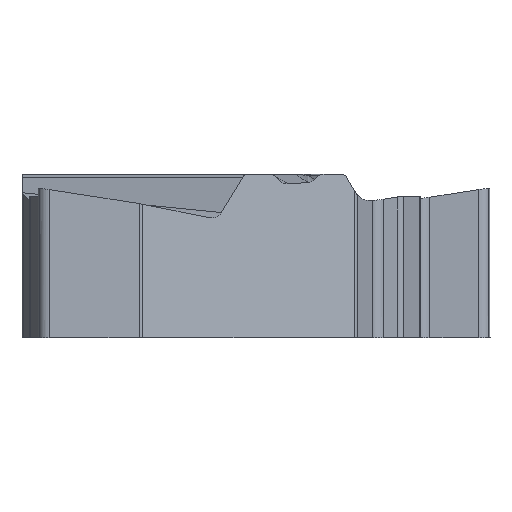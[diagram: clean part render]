
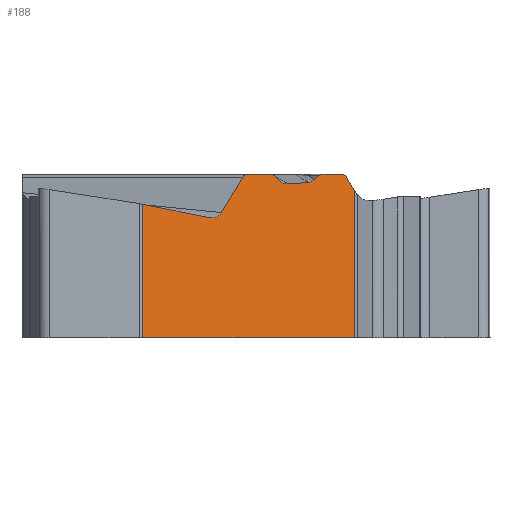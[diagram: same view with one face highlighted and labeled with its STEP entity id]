
A CAD part, front view. The second image highlights one B-rep face of the part: STEP entity #188.
In plain terms, the highlighted planar face has unit normal (0.5, -0.866, 0).
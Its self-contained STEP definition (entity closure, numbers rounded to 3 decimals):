
#131=PLANE('',#2140);
#188=ADVANCED_FACE('',(#338),#131,.F.);
#338=FACE_OUTER_BOUND('',#442,.T.);
#442=EDGE_LOOP('',(#700,#701,#702,#703,#704,#705,#706,#707,#708,#709,#710,
#711,#712,#713,#714,#715,#716,#717));
#534=ELLIPSE('',#2082,0.368,0.32);
#555=ELLIPSE('',#2136,0.17,0.15);
#556=ELLIPSE('',#2137,0.15,0.15);
#557=ELLIPSE('',#2138,0.167,0.15);
#558=ELLIPSE('',#2139,0.177,0.15);
#700=ORIENTED_EDGE('',*,*,#1464,.F.);
#701=ORIENTED_EDGE('',*,*,#1465,.T.);
#702=ORIENTED_EDGE('',*,*,#1466,.F.);
#703=ORIENTED_EDGE('',*,*,#1467,.F.);
#704=ORIENTED_EDGE('',*,*,#1468,.F.);
#705=ORIENTED_EDGE('',*,*,#1469,.F.);
#706=ORIENTED_EDGE('',*,*,#1470,.F.);
#707=ORIENTED_EDGE('',*,*,#1471,.F.);
#708=ORIENTED_EDGE('',*,*,#1472,.F.);
#709=ORIENTED_EDGE('',*,*,#1473,.F.);
#710=ORIENTED_EDGE('',*,*,#1474,.F.);
#711=ORIENTED_EDGE('',*,*,#1475,.F.);
#712=ORIENTED_EDGE('',*,*,#1476,.F.);
#713=ORIENTED_EDGE('',*,*,#1477,.F.);
#714=ORIENTED_EDGE('',*,*,#1478,.F.);
#715=ORIENTED_EDGE('',*,*,#1369,.T.);
#716=ORIENTED_EDGE('',*,*,#1479,.F.);
#717=ORIENTED_EDGE('',*,*,#1480,.T.);
#1174=VERTEX_POINT('',#3332);
#1176=VERTEX_POINT('',#3335);
#1249=VERTEX_POINT('',#3579);
#1250=VERTEX_POINT('',#3580);
#1251=VERTEX_POINT('',#3582);
#1252=VERTEX_POINT('',#3584);
#1253=VERTEX_POINT('',#3586);
#1254=VERTEX_POINT('',#3588);
#1255=VERTEX_POINT('',#3590);
#1256=VERTEX_POINT('',#3592);
#1257=VERTEX_POINT('',#3606);
#1258=VERTEX_POINT('',#3608);
#1259=VERTEX_POINT('',#3622);
#1260=VERTEX_POINT('',#3624);
#1261=VERTEX_POINT('',#3626);
#1262=VERTEX_POINT('',#3628);
#1263=VERTEX_POINT('',#3630);
#1264=VERTEX_POINT('',#3633);
#1369=EDGE_CURVE('',#1176,#1174,#534,.T.);
#1464=EDGE_CURVE('',#1249,#1250,#1719,.T.);
#1465=EDGE_CURVE('',#1249,#1251,#1720,.T.);
#1466=EDGE_CURVE('',#1252,#1251,#1721,.T.);
#1467=EDGE_CURVE('',#1253,#1252,#555,.T.);
#1468=EDGE_CURVE('',#1254,#1253,#1722,.T.);
#1469=EDGE_CURVE('',#1255,#1254,#556,.T.);
#1470=EDGE_CURVE('',#1256,#1255,#1723,.T.);
#1471=EDGE_CURVE('',#1257,#1256,#2031,.T.);
#1472=EDGE_CURVE('',#1258,#1257,#1724,.T.);
#1473=EDGE_CURVE('',#1259,#1258,#2032,.T.);
#1474=EDGE_CURVE('',#1260,#1259,#1725,.T.);
#1475=EDGE_CURVE('',#1261,#1260,#557,.T.);
#1476=EDGE_CURVE('',#1262,#1261,#1726,.T.);
#1477=EDGE_CURVE('',#1263,#1262,#558,.T.);
#1478=EDGE_CURVE('',#1176,#1263,#1727,.T.);
#1479=EDGE_CURVE('',#1264,#1174,#1728,.T.);
#1480=EDGE_CURVE('',#1264,#1250,#1729,.T.);
#1719=LINE('',#3578,#1893);
#1720=LINE('',#3581,#1894);
#1721=LINE('',#3583,#1895);
#1722=LINE('',#3587,#1896);
#1723=LINE('',#3591,#1897);
#1724=LINE('',#3607,#1898);
#1725=LINE('',#3623,#1899);
#1726=LINE('',#3627,#1900);
#1727=LINE('',#3631,#1901);
#1728=LINE('',#3632,#1902);
#1729=LINE('',#3634,#1903);
#1893=VECTOR('',#2447,1.);
#1894=VECTOR('',#2448,1.);
#1895=VECTOR('',#2449,1.);
#1896=VECTOR('',#2452,1.);
#1897=VECTOR('',#2455,1.);
#1898=VECTOR('',#2456,1.);
#1899=VECTOR('',#2457,1.);
#1900=VECTOR('',#2460,1.);
#1901=VECTOR('',#2463,1.);
#1902=VECTOR('',#2464,1.);
#1903=VECTOR('',#2465,1.);
#2031=B_SPLINE_CURVE_WITH_KNOTS('',3,(#3593,#3594,#3595,#3596,#3597,#3598,
#3599,#3600,#3601,#3602,#3603,#3604,#3605),.UNSPECIFIED.,.F.,.F.,(4,3,3,
3,4),(0.,0.249,0.498,0.746,1.),
 .UNSPECIFIED.);
#2032=B_SPLINE_CURVE_WITH_KNOTS('',3,(#3609,#3610,#3611,#3612,#3613,#3614,
#3615,#3616,#3617,#3618,#3619,#3620,#3621),.UNSPECIFIED.,.F.,.F.,(4,3,3,
3,4),(0.,0.234,0.468,0.701,1.),
 .UNSPECIFIED.);
#2082=AXIS2_PLACEMENT_3D('',#3334,#2282,#2283);
#2136=AXIS2_PLACEMENT_3D('',#3585,#2450,#2451);
#2137=AXIS2_PLACEMENT_3D('',#3589,#2453,#2454);
#2138=AXIS2_PLACEMENT_3D('',#3625,#2458,#2459);
#2139=AXIS2_PLACEMENT_3D('',#3629,#2461,#2462);
#2140=AXIS2_PLACEMENT_3D('',#3635,#2466,#2467);
#2282=DIRECTION('',(-0.5,0.866,0.));
#2283=DIRECTION('',(0.853,0.492,-0.174));
#2447=DIRECTION('',(-0.866,-0.5,0.));
#2448=DIRECTION('',(0.,0.,1.));
#2449=DIRECTION('',(0.483,0.279,-0.83));
#2450=DIRECTION('',(-0.5,0.866,0.));
#2451=DIRECTION('',(-0.866,-0.5,0.));
#2452=DIRECTION('',(0.866,0.5,0.));
#2453=DIRECTION('',(-0.5,0.866,0.));
#2454=DIRECTION('',(0.866,0.5,0.));
#2455=DIRECTION('',(0.658,0.38,0.651));
#2456=DIRECTION('',(0.865,0.5,0.043));
#2457=DIRECTION('',(0.686,0.396,-0.611));
#2458=DIRECTION('',(-0.5,0.866,0.));
#2459=DIRECTION('',(-0.866,-0.5,0.));
#2460=DIRECTION('',(0.866,0.5,0.));
#2461=DIRECTION('',(-0.5,0.866,0.));
#2462=DIRECTION('',(-0.866,-0.5,0.));
#2463=DIRECTION('',(0.497,0.287,0.819));
#2464=DIRECTION('',(0.853,0.492,-0.174));
#2465=DIRECTION('',(0.,0.,-1.));
#2466=DIRECTION('',(-0.5,0.866,0.));
#2467=DIRECTION('',(0.,0.,-1.));
#3332=CARTESIAN_POINT('',(0.221,-5.372,-0.777));
#3334=CARTESIAN_POINT('',(0.269,-5.344,-0.462));
#3335=CARTESIAN_POINT('',(0.542,-5.187,-0.639));
#3578=CARTESIAN_POINT('',(-0.367,-5.711,-3.97));
#3579=CARTESIAN_POINT('',(4.084,-3.142,-3.97));
#3580=CARTESIAN_POINT('',(-1.547,-6.392,-3.97));
#3581=CARTESIAN_POINT('',(4.084,-3.142,3.38));
#3582=CARTESIAN_POINT('',(4.084,-3.142,-0.043));
#3583=CARTESIAN_POINT('',(2.68,-3.952,2.366));
#3584=CARTESIAN_POINT('',(3.88,-3.259,0.307));
#3585=CARTESIAN_POINT('',(3.753,-3.332,0.23));
#3586=CARTESIAN_POINT('',(3.753,-3.332,0.38));
#3587=CARTESIAN_POINT('',(-0.367,-5.711,0.38));
#3588=CARTESIAN_POINT('',(3.222,-3.639,0.38));
#3589=CARTESIAN_POINT('',(3.222,-3.639,0.23));
#3590=CARTESIAN_POINT('',(3.137,-3.688,0.344));
#3591=CARTESIAN_POINT('',(0.97,-4.939,-1.801));
#3592=CARTESIAN_POINT('',(3.029,-3.75,0.237));
#3593=CARTESIAN_POINT('',(2.857,-3.85,0.158));
#3594=CARTESIAN_POINT('',(2.873,-3.841,0.159));
#3595=CARTESIAN_POINT('',(2.888,-3.832,0.162));
#3596=CARTESIAN_POINT('',(2.904,-3.823,0.165));
#3597=CARTESIAN_POINT('',(2.919,-3.814,0.169));
#3598=CARTESIAN_POINT('',(2.934,-3.805,0.174));
#3599=CARTESIAN_POINT('',(2.949,-3.797,0.181));
#3600=CARTESIAN_POINT('',(2.963,-3.789,0.188));
#3601=CARTESIAN_POINT('',(2.977,-3.78,0.196));
#3602=CARTESIAN_POINT('',(2.99,-3.773,0.205));
#3603=CARTESIAN_POINT('',(3.004,-3.765,0.214));
#3604=CARTESIAN_POINT('',(3.017,-3.757,0.225));
#3605=CARTESIAN_POINT('',(3.029,-3.75,0.237));
#3606=CARTESIAN_POINT('',(2.857,-3.85,0.158));
#3607=CARTESIAN_POINT('',(-0.367,-5.711,0.));
#3608=CARTESIAN_POINT('',(2.296,-4.173,0.131));
#3609=CARTESIAN_POINT('',(2.124,-4.273,0.193));
#3610=CARTESIAN_POINT('',(2.136,-4.266,0.182));
#3611=CARTESIAN_POINT('',(2.148,-4.259,0.173));
#3612=CARTESIAN_POINT('',(2.161,-4.252,0.166));
#3613=CARTESIAN_POINT('',(2.173,-4.245,0.158));
#3614=CARTESIAN_POINT('',(2.186,-4.237,0.151));
#3615=CARTESIAN_POINT('',(2.2,-4.229,0.146));
#3616=CARTESIAN_POINT('',(2.214,-4.221,0.141));
#3617=CARTESIAN_POINT('',(2.228,-4.213,0.137));
#3618=CARTESIAN_POINT('',(2.242,-4.205,0.134));
#3619=CARTESIAN_POINT('',(2.26,-4.195,0.131));
#3620=CARTESIAN_POINT('',(2.278,-4.184,0.13));
#3621=CARTESIAN_POINT('',(2.296,-4.173,0.131));
#3622=CARTESIAN_POINT('',(2.124,-4.273,0.193));
#3623=CARTESIAN_POINT('',(4.089,-3.139,-1.557));
#3624=CARTESIAN_POINT('',(1.954,-4.371,0.344));
#3625=CARTESIAN_POINT('',(1.861,-4.425,0.23));
#3626=CARTESIAN_POINT('',(1.861,-4.425,0.38));
#3627=CARTESIAN_POINT('',(5.129,-2.538,0.38));
#3628=CARTESIAN_POINT('',(1.247,-4.779,0.38));
#3629=CARTESIAN_POINT('',(1.247,-4.779,0.23));
#3630=CARTESIAN_POINT('',(1.115,-4.855,0.307));
#3631=CARTESIAN_POINT('',(2.311,-4.165,2.279));
#3632=CARTESIAN_POINT('',(4.866,-2.69,-1.723));
#3633=CARTESIAN_POINT('',(-1.547,-6.392,-0.417));
#3634=CARTESIAN_POINT('',(-1.547,-6.392,-5.47));
#3635=CARTESIAN_POINT('',(-0.367,-5.711,0.));
